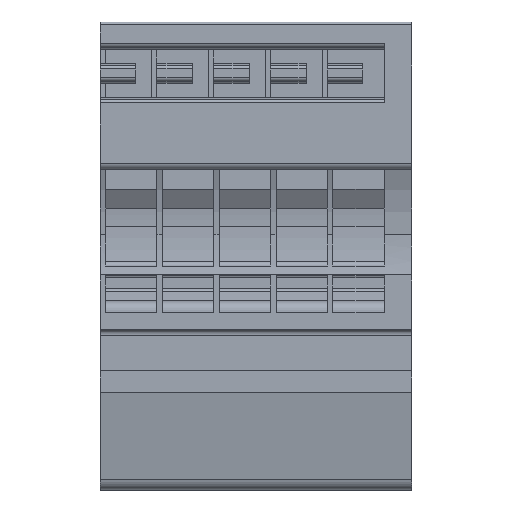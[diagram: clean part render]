
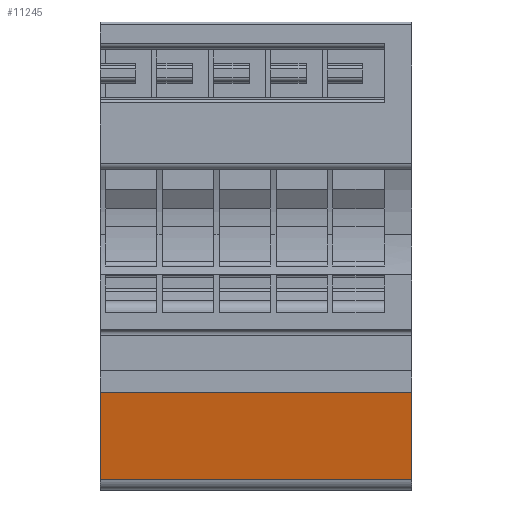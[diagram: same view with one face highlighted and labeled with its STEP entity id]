
A CAD part, front view. The second image highlights one B-rep face of the part: STEP entity #11245.
In plain terms, the highlighted planar face has unit normal (0, -0.985, -0.174).
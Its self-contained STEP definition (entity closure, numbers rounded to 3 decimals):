
#11232=AXIS2_PLACEMENT_3D('Plane Axis2P3D',#11229,#11230,#11231) ;
#2753=CARTESIAN_POINT('Vertex',(0.,3.083,0.909)) ;
#2756=CARTESIAN_POINT('Line Origine',(0.,2.391,4.83)) ;
#2760=CARTESIAN_POINT('Vertex',(0.,1.7,8.751)) ;
#3117=CARTESIAN_POINT('Vertex',(28.,1.7,8.751)) ;
#3120=CARTESIAN_POINT('Line Origine',(28.,2.391,4.83)) ;
#3124=CARTESIAN_POINT('Vertex',(28.,3.083,0.909)) ;
#3323=CARTESIAN_POINT('Line Origine',(28.,3.083,0.909)) ;
#11229=CARTESIAN_POINT('Axis2P3D Location',(28.,1.7,8.751)) ;
#11234=CARTESIAN_POINT('Line Origine',(14.,1.7,8.751)) ;
#2757=DIRECTION('Vector Direction',(0.,0.174,-0.985)) ;
#3121=DIRECTION('Vector Direction',(0.,0.174,-0.985)) ;
#3324=DIRECTION('Vector Direction',(1.,0.,0.)) ;
#11230=DIRECTION('Axis2P3D Direction',(-0.,0.985,0.174)) ;
#11231=DIRECTION('Axis2P3D XDirection',(0.,-0.174,0.985)) ;
#11235=DIRECTION('Vector Direction',(-1.,0.,0.)) ;
#2758=VECTOR('Line Direction',#2757,1.) ;
#3122=VECTOR('Line Direction',#3121,1.) ;
#3325=VECTOR('Line Direction',#3324,1.) ;
#11236=VECTOR('Line Direction',#11235,1.) ;
#11240=ORIENTED_EDGE('',*,*,#2762,.T.) ;
#11241=ORIENTED_EDGE('',*,*,#3327,.F.) ;
#11242=ORIENTED_EDGE('',*,*,#3126,.F.) ;
#11243=ORIENTED_EDGE('',*,*,#11238,.T.) ;
#11245=ADVANCED_FACE('V1',(#11244),#11233,.F.) ;
#2762=EDGE_CURVE('',#2761,#2754,#2759,.T.) ;
#3126=EDGE_CURVE('',#3118,#3125,#3123,.T.) ;
#3327=EDGE_CURVE('',#3125,#2754,#3326,.F.) ;
#11238=EDGE_CURVE('',#3118,#2761,#11237,.T.) ;
#11239=EDGE_LOOP('',(#11240,#11241,#11242,#11243)) ;
#11244=FACE_OUTER_BOUND('',#11239,.T.) ;
#2759=LINE('Line',#2756,#2758) ;
#3123=LINE('Line',#3120,#3122) ;
#3326=LINE('Line',#3323,#3325) ;
#11237=LINE('Line',#11234,#11236) ;
#11233=PLANE('',#11232) ;
#2754=VERTEX_POINT('',#2753) ;
#2761=VERTEX_POINT('',#2760) ;
#3118=VERTEX_POINT('',#3117) ;
#3125=VERTEX_POINT('',#3124) ;
